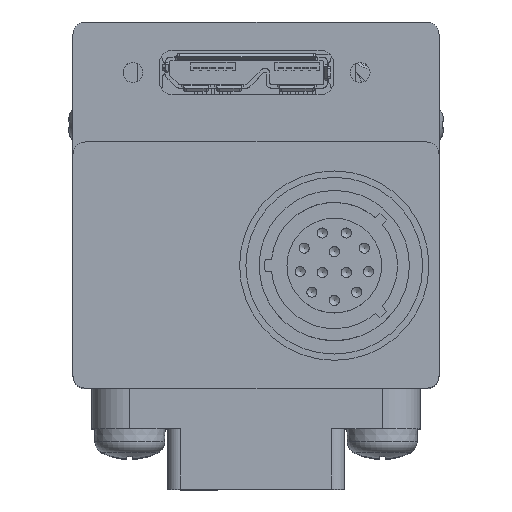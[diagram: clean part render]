
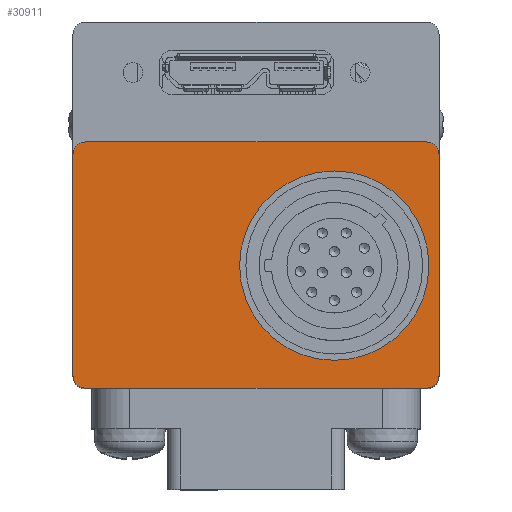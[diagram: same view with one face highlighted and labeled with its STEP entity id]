
A CAD part, top view. The second image highlights one B-rep face of the part: STEP entity #30911.
In plain terms, the highlighted planar face has unit normal (0, 0, 1).
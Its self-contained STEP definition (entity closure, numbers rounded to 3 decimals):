
#30798=CARTESIAN_POINT('',(13.5,5.,39.3));
#30799=VERTEX_POINT('',#30798);
#30800=CARTESIAN_POINT('',(14.5,4.,39.3));
#30801=VERTEX_POINT('',#30800);
#30802=CARTESIAN_POINT('',(13.5,4.,39.3));
#30803=DIRECTION('',(0.,0.,-1.0));
#30804=DIRECTION('',(0.707,0.707,0.));
#30805=AXIS2_PLACEMENT_3D('',#30802,#30803,#30804);
#30806=CIRCLE('',#30805,1.0);
#30807=EDGE_CURVE('',#30799,#30801,#30806,.T.);
#30835=CARTESIAN_POINT('',(0.,0.,39.3));
#30836=DIRECTION('',(0.0,0.0,-1.0));
#30837=DIRECTION('',(-1.0,0.0,0.0));
#30838=AXIS2_PLACEMENT_3D('',#30835,#30836,#30837);
#30839=PLANE('',#30838);
#30840=ORIENTED_EDGE('',*,*,#30807,.F.);
#30841=CARTESIAN_POINT('',(-13.5,5.,39.3));
#30842=VERTEX_POINT('',#30841);
#30843=CARTESIAN_POINT('',(13.5,5.,39.3));
#30844=DIRECTION('',(-1.0,0.0,0.0));
#30845=VECTOR('',#30844,27.0);
#30846=LINE('',#30843,#30845);
#30847=EDGE_CURVE('',#30799,#30842,#30846,.T.);
#30848=ORIENTED_EDGE('',*,*,#30847,.T.);
#30849=CARTESIAN_POINT('',(-14.5,4.,39.3));
#30850=VERTEX_POINT('',#30849);
#30851=CARTESIAN_POINT('',(-13.5,4.,39.3));
#30852=DIRECTION('',(0.,0.,-1.0));
#30853=DIRECTION('',(-0.707,0.707,0.));
#30854=AXIS2_PLACEMENT_3D('',#30851,#30852,#30853);
#30855=CIRCLE('',#30854,1.0);
#30856=EDGE_CURVE('',#30850,#30842,#30855,.T.);
#30857=ORIENTED_EDGE('',*,*,#30856,.F.);
#30858=CARTESIAN_POINT('',(-14.5,-13.5,39.3));
#30859=VERTEX_POINT('',#30858);
#30860=CARTESIAN_POINT('',(-14.5,4.,39.3));
#30861=DIRECTION('',(0.0,-1.0,0.0));
#30862=VECTOR('',#30861,17.5);
#30863=LINE('',#30860,#30862);
#30864=EDGE_CURVE('',#30850,#30859,#30863,.T.);
#30865=ORIENTED_EDGE('',*,*,#30864,.T.);
#30866=CARTESIAN_POINT('',(-13.5,-14.5,39.3));
#30867=VERTEX_POINT('',#30866);
#30868=CARTESIAN_POINT('',(-13.5,-13.5,39.3));
#30869=DIRECTION('',(0.,0.,-1.0));
#30870=DIRECTION('',(-0.707,-0.707,0.));
#30871=AXIS2_PLACEMENT_3D('',#30868,#30869,#30870);
#30872=CIRCLE('',#30871,1.0);
#30873=EDGE_CURVE('',#30867,#30859,#30872,.T.);
#30874=ORIENTED_EDGE('',*,*,#30873,.F.);
#30875=CARTESIAN_POINT('',(13.5,-14.5,39.3));
#30876=VERTEX_POINT('',#30875);
#30877=CARTESIAN_POINT('',(-13.5,-14.5,39.3));
#30878=DIRECTION('',(1.0,0.0,0.0));
#30879=VECTOR('',#30878,27.);
#30880=LINE('',#30877,#30879);
#30881=EDGE_CURVE('',#30867,#30876,#30880,.T.);
#30882=ORIENTED_EDGE('',*,*,#30881,.T.);
#30883=CARTESIAN_POINT('',(14.5,-13.5,39.3));
#30884=VERTEX_POINT('',#30883);
#30885=CARTESIAN_POINT('',(13.5,-13.5,39.3));
#30886=DIRECTION('',(0.,0.,-1.0));
#30887=DIRECTION('',(0.707,-0.707,0.));
#30888=AXIS2_PLACEMENT_3D('',#30885,#30886,#30887);
#30889=CIRCLE('',#30888,1.0);
#30890=EDGE_CURVE('',#30884,#30876,#30889,.T.);
#30891=ORIENTED_EDGE('',*,*,#30890,.F.);
#30892=CARTESIAN_POINT('',(14.5,-13.5,39.3));
#30893=DIRECTION('',(0.0,1.0,0.0));
#30894=VECTOR('',#30893,17.5);
#30895=LINE('',#30892,#30894);
#30896=EDGE_CURVE('',#30884,#30801,#30895,.T.);
#30897=ORIENTED_EDGE('',*,*,#30896,.T.);
#30898=EDGE_LOOP('',(#30840,#30848,#30857,#30865,#30874,#30882,#30891,#30897));
#30899=FACE_OUTER_BOUND('',#30898,.T.);
#30900=CARTESIAN_POINT('',(13.7,-4.8,39.3));
#30901=VERTEX_POINT('',#30900);
#30902=CARTESIAN_POINT('',(6.2,-4.8,39.3));
#30903=DIRECTION('',(0.0,0.0,-1.0));
#30904=DIRECTION('',(1.0,0.0,0.0));
#30905=AXIS2_PLACEMENT_3D('',#30902,#30903,#30904);
#30906=CIRCLE('',#30905,7.5);
#30907=EDGE_CURVE('',#30901,#30901,#30906,.T.);
#30908=ORIENTED_EDGE('',*,*,#30907,.T.);
#30909=EDGE_LOOP('',(#30908));
#30910=FACE_BOUND('',#30909,.T.);
#30911=ADVANCED_FACE('',(#30899,#30910),#30839,.F.);
